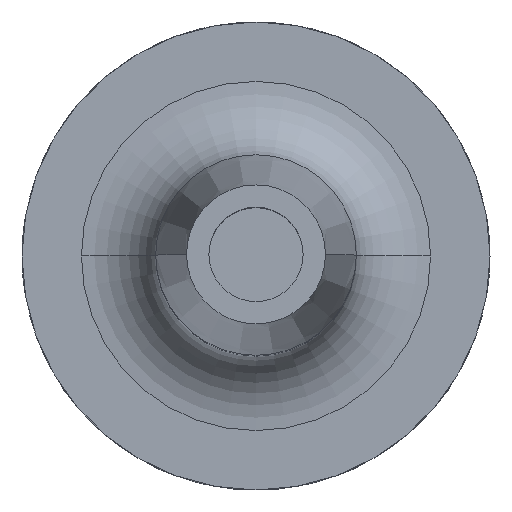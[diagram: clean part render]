
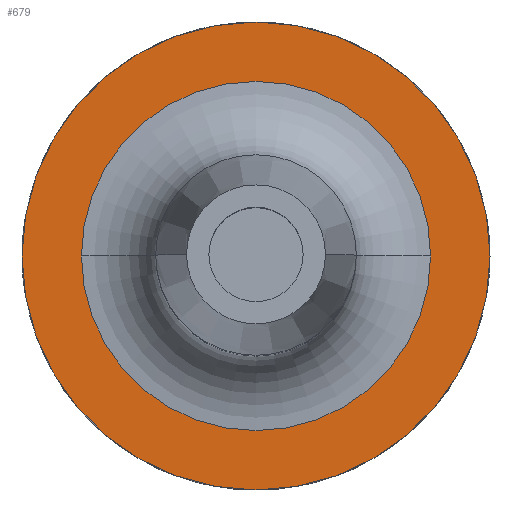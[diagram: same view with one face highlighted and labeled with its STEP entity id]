
A CAD part, top view. The second image highlights one B-rep face of the part: STEP entity #679.
In plain terms, the highlighted planar face has unit normal (0, 0, 1).
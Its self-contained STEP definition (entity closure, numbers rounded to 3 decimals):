
#13 = ORIENTED_EDGE ( 'NONE', *, *, #1168, .F. ) ;
#30 = CARTESIAN_POINT ( 'NONE',  ( -23.5, 0., 27. ) ) ;
#86 = CARTESIAN_POINT ( 'NONE',  ( 0., 0., 27. ) ) ;
#107 = DIRECTION ( 'NONE',  ( 0., 0., -1. ) ) ;
#153 = DIRECTION ( 'NONE',  ( -1., 0., 0. ) ) ;
#224 = CARTESIAN_POINT ( 'NONE',  ( -31.5, 0., 27. ) ) ;
#473 = CARTESIAN_POINT ( 'NONE',  ( 23.5, 0., 27. ) ) ;
#500 = AXIS2_PLACEMENT_3D ( 'NONE', #1126, #1137, #1162 ) ;
#562 = DIRECTION ( 'NONE',  ( 0., 0., -1. ) ) ;
#595 = AXIS2_PLACEMENT_3D ( 'NONE', #86, #107, #153 ) ;
#610 = CIRCLE ( 'NONE', #777, 31.5 ) ;
#648 = ORIENTED_EDGE ( 'NONE', *, *, #954, .T. ) ;
#665 = ORIENTED_EDGE ( 'NONE', *, *, #1357, .F. ) ;
#679 = ADVANCED_FACE ( 'NONE', ( #866, #1202 ), #1267, .F. ) ;
#742 = VERTEX_POINT ( 'NONE', #224 ) ;
#749 = EDGE_LOOP ( 'NONE', ( #648, #1196 ) ) ;
#755 = VERTEX_POINT ( 'NONE', #473 ) ;
#777 = AXIS2_PLACEMENT_3D ( 'NONE', #1548, #1602, #1646 ) ;
#820 = AXIS2_PLACEMENT_3D ( 'NONE', #1251, #1278, #1348 ) ;
#866 = FACE_BOUND ( 'NONE', #749, .T. ) ;
#882 = AXIS2_PLACEMENT_3D ( 'NONE', #1408, #562, #1626 ) ;
#954 = EDGE_CURVE ( 'NONE', #1654, #755, #1405, .T. ) ;
#985 = CIRCLE ( 'NONE', #595, 31.5 ) ;
#1015 = CARTESIAN_POINT ( 'NONE',  ( 31.5, 0., 27. ) ) ;
#1107 = EDGE_LOOP ( 'NONE', ( #665, #13 ) ) ;
#1126 = CARTESIAN_POINT ( 'NONE',  ( 0., 0., 27. ) ) ;
#1137 = DIRECTION ( 'NONE',  ( 0., 0., -1. ) ) ;
#1162 = DIRECTION ( 'NONE',  ( -1., 0., 0. ) ) ;
#1168 = EDGE_CURVE ( 'NONE', #1258, #742, #610, .T. ) ;
#1196 = ORIENTED_EDGE ( 'NONE', *, *, #1534, .T. ) ;
#1202 = FACE_OUTER_BOUND ( 'NONE', #1107, .T. ) ;
#1251 = CARTESIAN_POINT ( 'NONE',  ( 0., 0., 27. ) ) ;
#1258 = VERTEX_POINT ( 'NONE', #1015 ) ;
#1267 = PLANE ( 'NONE',  #882 ) ;
#1278 = DIRECTION ( 'NONE',  ( 0., 0., -1. ) ) ;
#1348 = DIRECTION ( 'NONE',  ( -1., 0., 0. ) ) ;
#1357 = EDGE_CURVE ( 'NONE', #742, #1258, #985, .T. ) ;
#1405 = CIRCLE ( 'NONE', #820, 23.5 ) ;
#1408 = CARTESIAN_POINT ( 'NONE',  ( 0., 0., 27. ) ) ;
#1534 = EDGE_CURVE ( 'NONE', #755, #1654, #1587, .T. ) ;
#1548 = CARTESIAN_POINT ( 'NONE',  ( 0., 0., 27. ) ) ;
#1587 = CIRCLE ( 'NONE', #500, 23.5 ) ;
#1602 = DIRECTION ( 'NONE',  ( 0., 0., -1. ) ) ;
#1626 = DIRECTION ( 'NONE',  ( -1., 0., 0. ) ) ;
#1646 = DIRECTION ( 'NONE',  ( -1., 0., 0. ) ) ;
#1654 = VERTEX_POINT ( 'NONE', #30 ) ;
